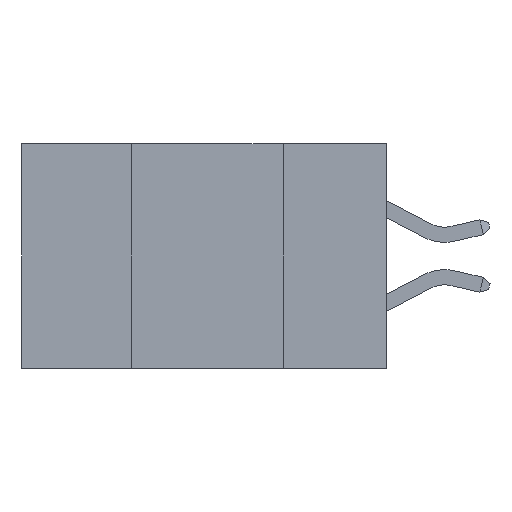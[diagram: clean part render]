
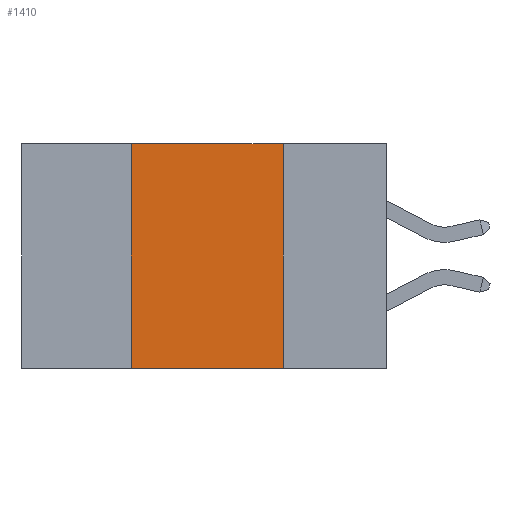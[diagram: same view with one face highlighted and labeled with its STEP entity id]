
A CAD part, left-side view. The second image highlights one B-rep face of the part: STEP entity #1410.
In plain terms, the highlighted planar face has unit normal (-1, 0, 0).
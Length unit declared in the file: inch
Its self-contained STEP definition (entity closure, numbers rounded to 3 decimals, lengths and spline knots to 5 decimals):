
#1073 = ORIENTED_EDGE ( 'NONE', *, *, #5214, .F. ) ;
#1207 = AXIS2_PLACEMENT_3D ( 'NONE', #13952, #8879, #1422 ) ;
#1294 = VECTOR ( 'NONE', #14641, 39.37008 ) ;
#1375 = EDGE_LOOP ( 'NONE', ( #1073, #3264, #1498, #5728 ) ) ;
#1410 = ADVANCED_FACE ( 'NONE', ( #4664 ), #5258, .F. ) ;
#1422 = DIRECTION ( 'NONE',  ( 0., 0., -1. ) ) ;
#1498 = ORIENTED_EDGE ( 'NONE', *, *, #1900, .F. ) ;
#1900 = EDGE_CURVE ( 'NONE', #12711, #15065, #13781, .T. ) ;
#2523 = EDGE_CURVE ( 'NONE', #12711, #8263, #5006, .T. ) ;
#2602 = CARTESIAN_POINT ( 'NONE',  ( 0., 0.42, 0. ) ) ;
#3007 = DIRECTION ( 'NONE',  ( 0., 0., -1. ) ) ;
#3264 = ORIENTED_EDGE ( 'NONE', *, *, #7367, .F. ) ;
#4664 = FACE_OUTER_BOUND ( 'NONE', #1375, .T. ) ;
#5006 = LINE ( 'NONE', #14741, #5985 ) ;
#5214 = EDGE_CURVE ( 'NONE', #6327, #8263, #8976, .T. ) ;
#5258 = PLANE ( 'NONE',  #1207 ) ;
#5728 = ORIENTED_EDGE ( 'NONE', *, *, #2523, .T. ) ;
#5985 = VECTOR ( 'NONE', #9924, 39.37008 ) ;
#6327 = VERTEX_POINT ( 'NONE', #13654 ) ;
#6423 = DIRECTION ( 'NONE',  ( 0., 0., 1. ) ) ;
#6970 = VECTOR ( 'NONE', #6423, 39.37008 ) ;
#7346 = LINE ( 'NONE', #14591, #1294 ) ;
#7367 = EDGE_CURVE ( 'NONE', #15065, #6327, #7346, .T. ) ;
#8263 = VERTEX_POINT ( 'NONE', #14264 ) ;
#8879 = DIRECTION ( 'NONE',  ( 1., 0., 0. ) ) ;
#8976 = LINE ( 'NONE', #11942, #16013 ) ;
#9924 = DIRECTION ( 'NONE',  ( 0., -1., 0. ) ) ;
#11942 = CARTESIAN_POINT ( 'NONE',  ( 0., 0.17, 0. ) ) ;
#12711 = VERTEX_POINT ( 'NONE', #15324 ) ;
#13654 = CARTESIAN_POINT ( 'NONE',  ( 0., 0.17, 0. ) ) ;
#13781 = LINE ( 'NONE', #13824, #6970 ) ;
#13824 = CARTESIAN_POINT ( 'NONE',  ( 0., 0.42, 0. ) ) ;
#13952 = CARTESIAN_POINT ( 'NONE',  ( 0., 0.6, 0. ) ) ;
#14264 = CARTESIAN_POINT ( 'NONE',  ( 0., 0.17, -0.37 ) ) ;
#14591 = CARTESIAN_POINT ( 'NONE',  ( 0., 0.6, 0. ) ) ;
#14641 = DIRECTION ( 'NONE',  ( 0., -1., 0. ) ) ;
#14741 = CARTESIAN_POINT ( 'NONE',  ( 0., 0.6, -0.37 ) ) ;
#15065 = VERTEX_POINT ( 'NONE', #2602 ) ;
#15324 = CARTESIAN_POINT ( 'NONE',  ( 0., 0.42, -0.37 ) ) ;
#16013 = VECTOR ( 'NONE', #3007, 39.37008 ) ;
